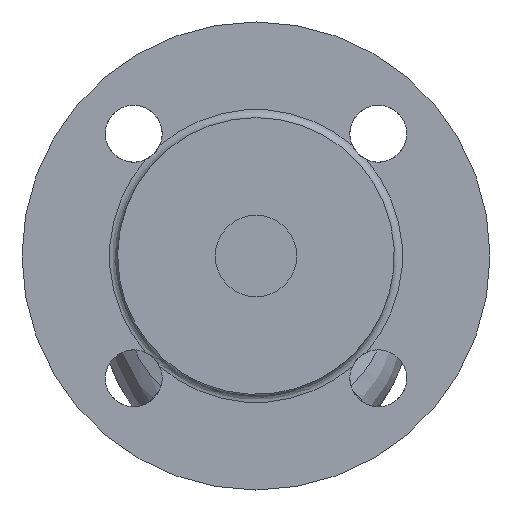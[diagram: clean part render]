
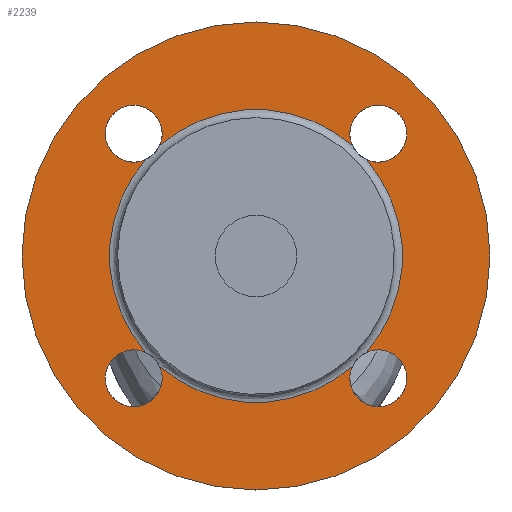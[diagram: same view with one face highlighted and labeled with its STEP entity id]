
A CAD part, left-side view. The second image highlights one B-rep face of the part: STEP entity #2239.
In plain terms, the highlighted free-form (B-spline) face has degree [1, 1] with [2, 2] control points.
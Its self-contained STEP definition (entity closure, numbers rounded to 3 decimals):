
#1846=CARTESIAN_POINT('',(-83.,0.0,71.5));
#1847=VERTEX_POINT('',#1846);
#1848=CARTESIAN_POINT('',(-83.,0.0,14.));
#1849=DIRECTION('',(-1.0,0.0,0.0));
#1850=DIRECTION('',(0.0,0.0,1.0));
#1851=AXIS2_PLACEMENT_3D('',#1848,#1849,#1850);
#1852=CIRCLE('',#1851,57.5);
#1853=EDGE_CURVE('',#1847,#1847,#1852,.T.);
#2015=CARTESIAN_POINT('',(-83.,-23.71,41.09));
#2016=VERTEX_POINT('',#2015);
#2017=CARTESIAN_POINT('',(-83.,-27.09,37.71));
#2018=VERTEX_POINT('',#2017);
#2034=CARTESIAN_POINT('',(-83.,23.71,41.09));
#2035=VERTEX_POINT('',#2034);
#2036=CARTESIAN_POINT('',(-83.,0.0,14.));
#2037=DIRECTION('',(-1.0,0.0,0.0));
#2038=DIRECTION('',(0.0,0.0,-1.0));
#2039=AXIS2_PLACEMENT_3D('',#2036,#2037,#2038);
#2040=CIRCLE('',#2039,36.);
#2041=EDGE_CURVE('',#2016,#2035,#2040,.T.);
#2043=CARTESIAN_POINT('',(-83.,27.09,37.71));
#2044=VERTEX_POINT('',#2043);
#2060=CARTESIAN_POINT('',(-83.,27.09,-9.71));
#2061=VERTEX_POINT('',#2060);
#2062=CARTESIAN_POINT('',(-83.,0.0,14.));
#2063=DIRECTION('',(-1.0,0.0,0.0));
#2064=DIRECTION('',(0.0,0.0,-1.0));
#2065=AXIS2_PLACEMENT_3D('',#2062,#2063,#2064);
#2066=CIRCLE('',#2065,36.);
#2067=EDGE_CURVE('',#2044,#2061,#2066,.T.);
#2069=CARTESIAN_POINT('',(-83.,23.71,-13.09));
#2070=VERTEX_POINT('',#2069);
#2086=CARTESIAN_POINT('',(-83.,-23.71,-13.09));
#2087=VERTEX_POINT('',#2086);
#2088=CARTESIAN_POINT('',(-83.,0.0,14.));
#2089=DIRECTION('',(-1.0,0.0,0.0));
#2090=DIRECTION('',(0.0,0.0,-1.0));
#2091=AXIS2_PLACEMENT_3D('',#2088,#2089,#2090);
#2092=CIRCLE('',#2091,36.);
#2093=EDGE_CURVE('',#2070,#2087,#2092,.T.);
#2095=CARTESIAN_POINT('',(-83.,-27.09,-9.71));
#2096=VERTEX_POINT('',#2095);
#2112=CARTESIAN_POINT('',(-83.,0.0,14.));
#2113=DIRECTION('',(-1.0,0.0,0.0));
#2114=DIRECTION('',(0.0,0.0,-1.0));
#2115=AXIS2_PLACEMENT_3D('',#2112,#2113,#2114);
#2116=CIRCLE('',#2115,36.);
#2117=EDGE_CURVE('',#2096,#2018,#2116,.T.);
#2141=CARTESIAN_POINT('',(-83.,-30.052,44.052));
#2142=DIRECTION('',(1.0,0.0,0.0));
#2143=DIRECTION('',(0.0,1.0,0.0));
#2144=AXIS2_PLACEMENT_3D('',#2141,#2142,#2143);
#2145=CIRCLE('',#2144,7.);
#2146=EDGE_CURVE('',#2016,#2018,#2145,.T.);
#2160=CARTESIAN_POINT('',(-83.,-30.052,-16.052));
#2161=DIRECTION('',(1.0,0.0,0.0));
#2162=DIRECTION('',(0.0,0.0,1.0));
#2163=AXIS2_PLACEMENT_3D('',#2160,#2161,#2162);
#2164=CIRCLE('',#2163,7.);
#2165=EDGE_CURVE('',#2096,#2087,#2164,.T.);
#2179=CARTESIAN_POINT('',(-83.,30.052,-16.052));
#2180=DIRECTION('',(1.0,0.0,0.0));
#2181=DIRECTION('',(0.0,-1.0,0.0));
#2182=AXIS2_PLACEMENT_3D('',#2179,#2180,#2181);
#2183=CIRCLE('',#2182,7.);
#2184=EDGE_CURVE('',#2070,#2061,#2183,.T.);
#2198=CARTESIAN_POINT('',(-83.,30.052,44.052));
#2199=DIRECTION('',(1.0,0.0,0.0));
#2200=DIRECTION('',(0.0,0.0,-1.0));
#2201=AXIS2_PLACEMENT_3D('',#2198,#2199,#2200);
#2202=CIRCLE('',#2201,7.);
#2203=EDGE_CURVE('',#2044,#2035,#2202,.T.);
#2221=CARTESIAN_POINT('',(-83.0,57.5,71.5));
#2222=CARTESIAN_POINT('',(-83.,57.5,-43.5));
#2223=CARTESIAN_POINT('',(-83.0,-57.5,71.5));
#2224=CARTESIAN_POINT('',(-83.,-57.5,-43.5));
#2225=B_SPLINE_SURFACE_WITH_KNOTS('',1,1,((#2221,#2223),(#2222,#2224)),.UNSPECIFIED.,.F.,.F.,.U.,(2,2),(2,2),(0.0,115.0),(0.0,115.0),.UNSPECIFIED.);
#2226=ORIENTED_EDGE('',*,*,#1853,.T.);
#2227=EDGE_LOOP('',(#2226));
#2228=FACE_OUTER_BOUND('',#2227,.T.);
#2229=ORIENTED_EDGE('',*,*,#2117,.F.);
#2230=ORIENTED_EDGE('',*,*,#2165,.T.);
#2231=ORIENTED_EDGE('',*,*,#2093,.F.);
#2232=ORIENTED_EDGE('',*,*,#2184,.T.);
#2233=ORIENTED_EDGE('',*,*,#2067,.F.);
#2234=ORIENTED_EDGE('',*,*,#2203,.T.);
#2235=ORIENTED_EDGE('',*,*,#2041,.F.);
#2236=ORIENTED_EDGE('',*,*,#2146,.T.);
#2237=EDGE_LOOP('',(#2229,#2230,#2231,#2232,#2233,#2234,#2235,#2236));
#2238=FACE_BOUND('',#2237,.T.);
#2239=ADVANCED_FACE('',(#2228,#2238),#2225,.T.);
